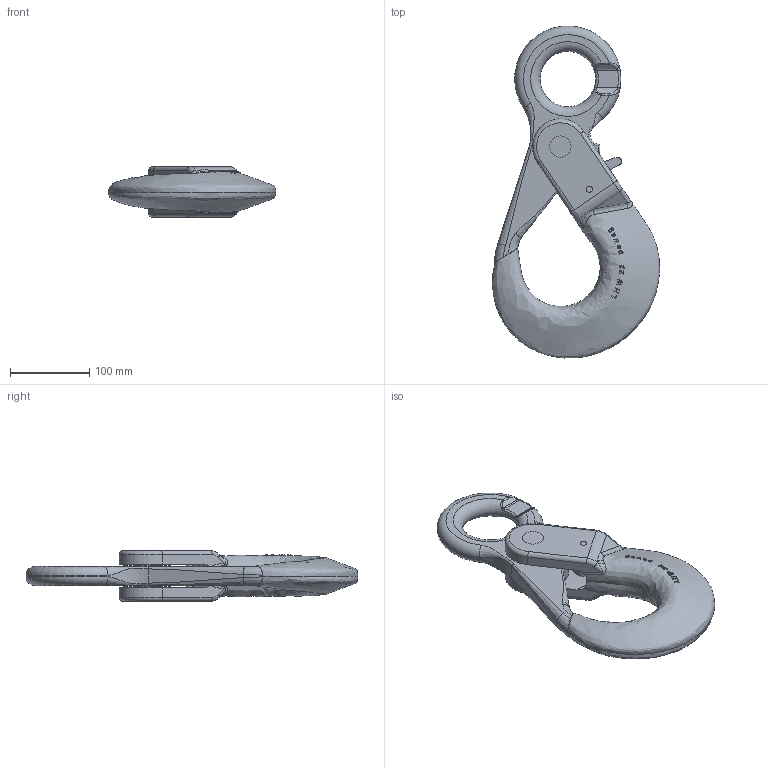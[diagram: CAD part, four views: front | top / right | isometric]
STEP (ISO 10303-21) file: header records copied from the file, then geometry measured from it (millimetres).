
FILE_DESCRIPTION(/* description */ (''),/* implementation_level */ '2;1');
FILE_NAME(/* name */ 'LHW 22 Kundenmodell',/* time_stamp */ '2010-01-14T09:34:48+01:00',/* author */ (''),/* organization */ (''),/* preprocessor_version */ 'ST-DEVELOPER v9',/* originating_system */ 'UGS - NX 4.0',/* authorisation */ '');
FILE_SCHEMA (('AUTOMOTIVE_DESIGN { 1 0 10303 214 1 1 1 1 }'));
Length unit declared in the file: millimetre
Products named in the file (1): rit9690847u
Bounding box: 210.86 x 418.71 x 64 mm (x, y, z)
Volume: 1474550.3 mm3; surface area: 186776.4 mm2
Topology: 15 solids, 15 shells, 329 faces, 837 edges, 538 vertices
Faces by surface type: plane 118, extrusion 87, bspline 54, cylinder 45, torus 25
Full cylindrical faces by diameter (mm): 5.7 x1, 8 x3, 27 x3, 28 x1
Entity records: 15965 total; most frequent: CARTESIAN_POINT 8967, ORIENTED_EDGE 1636, DIRECTION 985, EDGE_CURVE 818, VERTEX_POINT 530, B_SPLINE_CURVE_WITH_KNOTS 494, EDGE_LOOP 362, VECTOR 331
